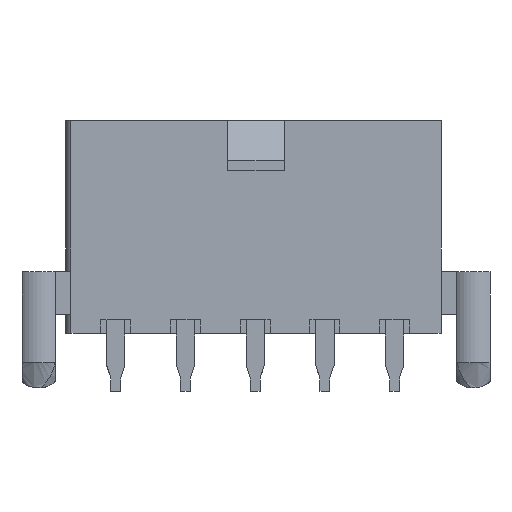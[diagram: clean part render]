
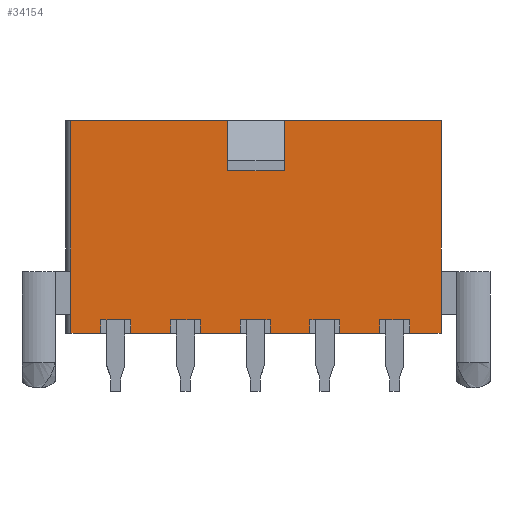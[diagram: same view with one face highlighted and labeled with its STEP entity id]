
A CAD part, front view. The second image highlights one B-rep face of the part: STEP entity #34154.
In plain terms, the highlighted planar face has unit normal (0, -1, 0).
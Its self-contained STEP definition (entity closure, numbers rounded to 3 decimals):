
#3037=ORIENTED_EDGE('',*,*,#10018,.F.);
#3038=ORIENTED_EDGE('',*,*,#9672,.T.);
#3039=ORIENTED_EDGE('',*,*,#10019,.T.);
#3040=ORIENTED_EDGE('',*,*,#9668,.T.);
#3041=ORIENTED_EDGE('',*,*,#10020,.F.);
#3042=ORIENTED_EDGE('',*,*,#10021,.T.);
#3043=ORIENTED_EDGE('',*,*,#10022,.T.);
#3044=ORIENTED_EDGE('',*,*,#9857,.F.);
#3045=ORIENTED_EDGE('',*,*,#9866,.F.);
#3046=ORIENTED_EDGE('',*,*,#9861,.T.);
#3047=ORIENTED_EDGE('',*,*,#10023,.T.);
#3048=ORIENTED_EDGE('',*,*,#10024,.F.);
#3049=ORIENTED_EDGE('',*,*,#10025,.F.);
#3050=ORIENTED_EDGE('',*,*,#9969,.T.);
#3051=ORIENTED_EDGE('',*,*,#9988,.T.);
#3052=ORIENTED_EDGE('',*,*,#9965,.T.);
#3053=ORIENTED_EDGE('',*,*,#10026,.F.);
#3054=ORIENTED_EDGE('',*,*,#9840,.T.);
#3055=ORIENTED_EDGE('',*,*,#10000,.T.);
#3056=ORIENTED_EDGE('',*,*,#9836,.T.);
#3057=ORIENTED_EDGE('',*,*,#10027,.F.);
#3058=ORIENTED_EDGE('',*,*,#9782,.T.);
#3059=ORIENTED_EDGE('',*,*,#10006,.T.);
#3060=ORIENTED_EDGE('',*,*,#9778,.T.);
#3061=ORIENTED_EDGE('',*,*,#10028,.F.);
#3062=ORIENTED_EDGE('',*,*,#9726,.T.);
#3063=ORIENTED_EDGE('',*,*,#10012,.T.);
#3064=ORIENTED_EDGE('',*,*,#9722,.T.);
#9668=EDGE_CURVE('',#13307,#13310,#15972,.T.);
#9672=EDGE_CURVE('',#13311,#13314,#15976,.T.);
#9722=EDGE_CURVE('',#13337,#13340,#16026,.T.);
#9726=EDGE_CURVE('',#13341,#13344,#16030,.T.);
#9778=EDGE_CURVE('',#13370,#13373,#16082,.T.);
#9782=EDGE_CURVE('',#13374,#13377,#16086,.T.);
#9836=EDGE_CURVE('',#13403,#13406,#16140,.T.);
#9840=EDGE_CURVE('',#13407,#13410,#16144,.T.);
#9857=EDGE_CURVE('',#13419,#13420,#16161,.T.);
#9861=EDGE_CURVE('',#13423,#13424,#16165,.T.);
#9866=EDGE_CURVE('',#13423,#13419,#16170,.T.);
#9965=EDGE_CURVE('',#13476,#13479,#16269,.T.);
#9969=EDGE_CURVE('',#13480,#13483,#16273,.T.);
#9988=EDGE_CURVE('',#13483,#13476,#16292,.T.);
#10000=EDGE_CURVE('',#13410,#13403,#16304,.T.);
#10006=EDGE_CURVE('',#13377,#13370,#16310,.T.);
#10012=EDGE_CURVE('',#13344,#13337,#16316,.T.);
#10018=EDGE_CURVE('',#13311,#13340,#16322,.T.);
#10019=EDGE_CURVE('',#13314,#13307,#16323,.T.);
#10020=EDGE_CURVE('',#13493,#13310,#16324,.T.);
#10021=EDGE_CURVE('',#13493,#13494,#16325,.T.);
#10022=EDGE_CURVE('',#13494,#13420,#16326,.T.);
#10023=EDGE_CURVE('',#13424,#13495,#16327,.T.);
#10024=EDGE_CURVE('',#13496,#13495,#16328,.T.);
#10025=EDGE_CURVE('',#13480,#13496,#16329,.T.);
#10026=EDGE_CURVE('',#13407,#13479,#16330,.T.);
#10027=EDGE_CURVE('',#13374,#13406,#16331,.T.);
#10028=EDGE_CURVE('',#13341,#13373,#16332,.T.);
#13307=VERTEX_POINT('',#46049);
#13310=VERTEX_POINT('',#46054);
#13311=VERTEX_POINT('',#46058);
#13314=VERTEX_POINT('',#46063);
#13337=VERTEX_POINT('',#46152);
#13340=VERTEX_POINT('',#46157);
#13341=VERTEX_POINT('',#46161);
#13344=VERTEX_POINT('',#46166);
#13370=VERTEX_POINT('',#46261);
#13373=VERTEX_POINT('',#46266);
#13374=VERTEX_POINT('',#46270);
#13377=VERTEX_POINT('',#46275);
#13403=VERTEX_POINT('',#46373);
#13406=VERTEX_POINT('',#46378);
#13407=VERTEX_POINT('',#46382);
#13410=VERTEX_POINT('',#46387);
#13419=VERTEX_POINT('',#46421);
#13420=VERTEX_POINT('',#46422);
#13423=VERTEX_POINT('',#46430);
#13424=VERTEX_POINT('',#46431);
#13476=VERTEX_POINT('',#46622);
#13479=VERTEX_POINT('',#46627);
#13480=VERTEX_POINT('',#46631);
#13483=VERTEX_POINT('',#46636);
#13493=VERTEX_POINT('',#46714);
#13494=VERTEX_POINT('',#46716);
#13495=VERTEX_POINT('',#46719);
#13496=VERTEX_POINT('',#46721);
#15972=LINE('',#46055,#19296);
#15976=LINE('',#46064,#19300);
#16026=LINE('',#46158,#19350);
#16030=LINE('',#46167,#19354);
#16082=LINE('',#46267,#19406);
#16086=LINE('',#46276,#19410);
#16140=LINE('',#46379,#19464);
#16144=LINE('',#46388,#19468);
#16161=LINE('',#46420,#19485);
#16165=LINE('',#46429,#19489);
#16170=LINE('',#46439,#19494);
#16269=LINE('',#46628,#19593);
#16273=LINE('',#46637,#19597);
#16292=LINE('',#46670,#19616);
#16304=LINE('',#46686,#19628);
#16310=LINE('',#46694,#19634);
#16316=LINE('',#46702,#19640);
#16322=LINE('',#46711,#19646);
#16323=LINE('',#46712,#19647);
#16324=LINE('',#46713,#19648);
#16325=LINE('',#46715,#19649);
#16326=LINE('',#46717,#19650);
#16327=LINE('',#46718,#19651);
#16328=LINE('',#46720,#19652);
#16329=LINE('',#46722,#19653);
#16330=LINE('',#46723,#19654);
#16331=LINE('',#46724,#19655);
#16332=LINE('',#46725,#19656);
#19296=VECTOR('',#38301,1000.);
#19300=VECTOR('',#38307,1000.);
#19350=VECTOR('',#38393,1000.);
#19354=VECTOR('',#38399,1000.);
#19406=VECTOR('',#38489,1000.);
#19410=VECTOR('',#38495,1000.);
#19464=VECTOR('',#38589,1000.);
#19468=VECTOR('',#38595,1000.);
#19485=VECTOR('',#38626,1000.);
#19489=VECTOR('',#38632,1000.);
#19494=VECTOR('',#38639,1000.);
#19593=VECTOR('',#38812,1000.);
#19597=VECTOR('',#38818,1000.);
#19616=VECTOR('',#38849,1000.);
#19628=VECTOR('',#38869,1000.);
#19634=VECTOR('',#38879,1000.);
#19640=VECTOR('',#38889,1000.);
#19646=VECTOR('',#38899,1000.);
#19647=VECTOR('',#38900,1000.);
#19648=VECTOR('',#38901,1000.);
#19649=VECTOR('',#38902,1000.);
#19650=VECTOR('',#38903,1000.);
#19651=VECTOR('',#38904,1000.);
#19652=VECTOR('',#38905,1000.);
#19653=VECTOR('',#38906,1000.);
#19654=VECTOR('',#38907,1000.);
#19655=VECTOR('',#38908,1000.);
#19656=VECTOR('',#38909,1000.);
#21978=EDGE_LOOP('',(#3037,#3038,#3039,#3040,#3041,#3042,#3043,#3044,#3045,
#3046,#3047,#3048,#3049,#3050,#3051,#3052,#3053,#3054,#3055,#3056,#3057,
#3058,#3059,#3060,#3061,#3062,#3063,#3064));
#23260=FACE_BOUND('',#21978,.T.);
#24480=PLANE('',#35428);
#34154=ADVANCED_FACE('',(#23260),#24480,.T.);
#35428=AXIS2_PLACEMENT_3D('',#46710,#38897,#38898);
#38301=DIRECTION('',(0.,0.,-1.));
#38307=DIRECTION('',(0.,0.,1.));
#38393=DIRECTION('',(0.,0.,-1.));
#38399=DIRECTION('',(0.,0.,1.));
#38489=DIRECTION('',(0.,0.,-1.));
#38495=DIRECTION('',(0.,0.,1.));
#38589=DIRECTION('',(0.,0.,-1.));
#38595=DIRECTION('',(0.,0.,1.));
#38626=DIRECTION('',(0.,0.,1.));
#38632=DIRECTION('',(0.,0.,1.));
#38639=DIRECTION('',(1.,0.,0.));
#38812=DIRECTION('',(0.,0.,-1.));
#38818=DIRECTION('',(0.,0.,1.));
#38849=DIRECTION('',(1.,0.,0.));
#38869=DIRECTION('',(1.,0.,0.));
#38879=DIRECTION('',(1.,0.,0.));
#38889=DIRECTION('',(1.,0.,0.));
#38897=DIRECTION('',(0.,-1.,0.));
#38898=DIRECTION('',(0.,0.,-1.));
#38899=DIRECTION('',(-1.,0.,0.));
#38900=DIRECTION('',(1.,0.,0.));
#38901=DIRECTION('',(-1.,0.,0.));
#38902=DIRECTION('',(0.,0.,1.));
#38903=DIRECTION('',(-1.,0.,0.));
#38904=DIRECTION('',(-1.,0.,0.));
#38905=DIRECTION('',(0.,0.,1.));
#38906=DIRECTION('',(-1.,0.,0.));
#38907=DIRECTION('',(-1.,0.,0.));
#38908=DIRECTION('',(-1.,0.,0.));
#38909=DIRECTION('',(-1.,0.,0.));
#46049=CARTESIAN_POINT('',(9.25,-4.8,-5.6));
#46054=CARTESIAN_POINT('',(9.25,-4.8,-6.4));
#46055=CARTESIAN_POINT('',(9.25,-4.8,-6.4));
#46058=CARTESIAN_POINT('',(7.45,-4.8,-6.4));
#46063=CARTESIAN_POINT('',(7.45,-4.8,-5.6));
#46064=CARTESIAN_POINT('',(7.45,-4.8,-6.4));
#46152=CARTESIAN_POINT('',(5.05,-4.8,-5.6));
#46157=CARTESIAN_POINT('',(5.05,-4.8,-6.4));
#46158=CARTESIAN_POINT('',(5.05,-4.8,-6.4));
#46161=CARTESIAN_POINT('',(3.25,-4.8,-6.4));
#46166=CARTESIAN_POINT('',(3.25,-4.8,-5.6));
#46167=CARTESIAN_POINT('',(3.25,-4.8,-6.4));
#46261=CARTESIAN_POINT('',(0.85,-4.8,-5.6));
#46266=CARTESIAN_POINT('',(0.85,-4.8,-6.4));
#46267=CARTESIAN_POINT('',(0.85,-4.8,-6.4));
#46270=CARTESIAN_POINT('',(-0.95,-4.8,-6.4));
#46275=CARTESIAN_POINT('',(-0.95,-4.8,-5.6));
#46276=CARTESIAN_POINT('',(-0.95,-4.8,-6.4));
#46373=CARTESIAN_POINT('',(-3.35,-4.8,-5.6));
#46378=CARTESIAN_POINT('',(-3.35,-4.8,-6.4));
#46379=CARTESIAN_POINT('',(-3.35,-4.8,-6.4));
#46382=CARTESIAN_POINT('',(-5.15,-4.8,-6.4));
#46387=CARTESIAN_POINT('',(-5.15,-4.8,-5.6));
#46388=CARTESIAN_POINT('',(-5.15,-4.8,-6.4));
#46420=CARTESIAN_POINT('',(1.7,-4.8,3.4));
#46421=CARTESIAN_POINT('',(1.7,-4.8,3.4));
#46422=CARTESIAN_POINT('',(1.7,-4.8,6.4));
#46429=CARTESIAN_POINT('',(-1.7,-4.8,3.4));
#46430=CARTESIAN_POINT('',(-1.7,-4.8,3.4));
#46431=CARTESIAN_POINT('',(-1.7,-4.8,6.4));
#46439=CARTESIAN_POINT('',(-1.7,-4.8,3.4));
#46622=CARTESIAN_POINT('',(-7.55,-4.8,-5.6));
#46627=CARTESIAN_POINT('',(-7.55,-4.8,-6.4));
#46628=CARTESIAN_POINT('',(-7.55,-4.8,-6.4));
#46631=CARTESIAN_POINT('',(-9.35,-4.8,-6.4));
#46636=CARTESIAN_POINT('',(-9.35,-4.8,-5.6));
#46637=CARTESIAN_POINT('',(-9.35,-4.8,-6.4));
#46670=CARTESIAN_POINT('',(11.15,-4.8,-5.6));
#46686=CARTESIAN_POINT('',(11.15,-4.8,-5.6));
#46694=CARTESIAN_POINT('',(11.15,-4.8,-5.6));
#46702=CARTESIAN_POINT('',(11.15,-4.8,-5.6));
#46710=CARTESIAN_POINT('',(11.15,-4.8,-6.4));
#46711=CARTESIAN_POINT('',(11.15,-4.8,-6.4));
#46712=CARTESIAN_POINT('',(11.15,-4.8,-5.6));
#46713=CARTESIAN_POINT('',(11.15,-4.8,-6.4));
#46714=CARTESIAN_POINT('',(11.15,-4.8,-6.4));
#46715=CARTESIAN_POINT('',(11.15,-4.8,-6.4));
#46716=CARTESIAN_POINT('',(11.15,-4.8,6.4));
#46717=CARTESIAN_POINT('',(11.15,-4.8,6.4));
#46718=CARTESIAN_POINT('',(11.15,-4.8,6.4));
#46719=CARTESIAN_POINT('',(-11.15,-4.8,6.4));
#46720=CARTESIAN_POINT('',(-11.15,-4.8,-6.4));
#46721=CARTESIAN_POINT('',(-11.15,-4.8,-6.4));
#46722=CARTESIAN_POINT('',(11.15,-4.8,-6.4));
#46723=CARTESIAN_POINT('',(11.15,-4.8,-6.4));
#46724=CARTESIAN_POINT('',(11.15,-4.8,-6.4));
#46725=CARTESIAN_POINT('',(11.15,-4.8,-6.4));
